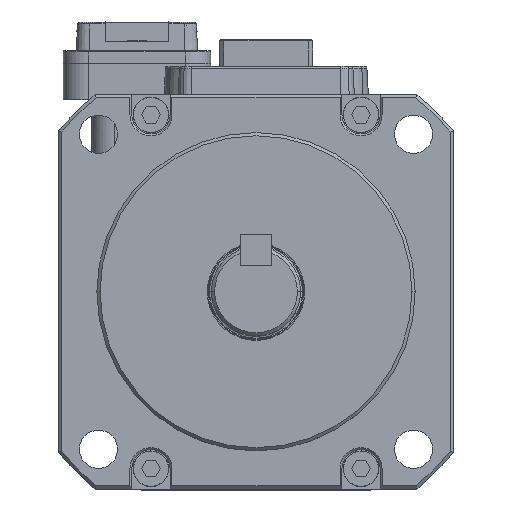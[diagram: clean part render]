
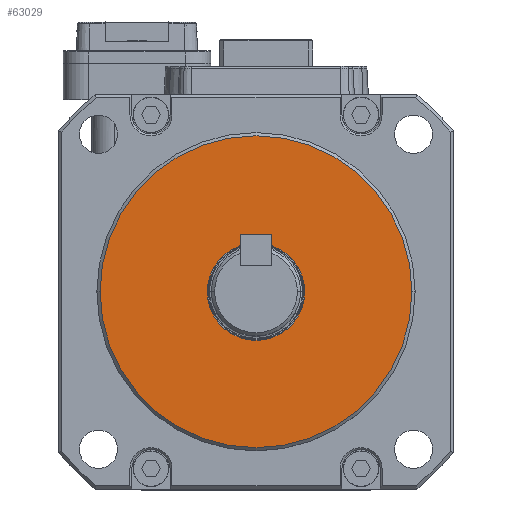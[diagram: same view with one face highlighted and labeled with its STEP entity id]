
A CAD part, top view. The second image highlights one B-rep face of the part: STEP entity #63029.
In plain terms, the highlighted planar face has unit normal (0, 0, 1).
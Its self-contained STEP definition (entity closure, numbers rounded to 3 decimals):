
#9675 = AXIS2_PLACEMENT_3D ( 'NONE', #40737, #40728, #40725 ) ;
#9757 = CIRCLE ( 'NONE', #9675, 24.5 ) ;
#9887 = CIRCLE ( 'NONE', #9890, 7.65 ) ;
#9890 = AXIS2_PLACEMENT_3D ( 'NONE', #43535, #43602, #43520 ) ;
#16389 = ORIENTED_EDGE ( 'NONE', *, *, #65269, .T. ) ;
#16430 = ORIENTED_EDGE ( 'NONE', *, *, #24383, .F. ) ;
#16432 = ORIENTED_EDGE ( 'NONE', *, *, #41315, .F. ) ;
#16460 = ORIENTED_EDGE ( 'NONE', *, *, #24325, .T. ) ;
#17612 = CARTESIAN_POINT ( 'NONE',  ( 0., 0., 35. ) ) ;
#17613 = DIRECTION ( 'NONE',  ( 0., 0., 1. ) ) ;
#17614 = DIRECTION ( 'NONE',  ( 1., 0., 0. ) ) ;
#18582 = VERTEX_POINT ( 'NONE', #64851 ) ;
#18602 = VERTEX_POINT ( 'NONE', #64876 ) ;
#18617 = VERTEX_POINT ( 'NONE', #64890 ) ;
#18676 = VERTEX_POINT ( 'NONE', #64938 ) ;
#24325 = EDGE_CURVE ( 'NONE', #18676, #18617, #9757, .T. ) ;
#24383 = EDGE_CURVE ( 'NONE', #18602, #18582, #9887, .T. ) ;
#40725 = DIRECTION ( 'NONE',  ( 1., 0., 0. ) ) ;
#40728 = DIRECTION ( 'NONE',  ( 0., 0., 1. ) ) ;
#40737 = CARTESIAN_POINT ( 'NONE',  ( 0., 0., 35. ) ) ;
#41315 = EDGE_CURVE ( 'NONE', #18582, #18602, #42754, .T. ) ;
#42719 = AXIS2_PLACEMENT_3D ( 'NONE', #17612, #17613, #17614 ) ;
#42754 = CIRCLE ( 'NONE', #42719, 7.65 ) ;
#43520 = DIRECTION ( 'NONE',  ( 1., 0., 0. ) ) ;
#43535 = CARTESIAN_POINT ( 'NONE',  ( 0., 0., 35. ) ) ;
#43602 = DIRECTION ( 'NONE',  ( 0., 0., 1. ) ) ;
#47765 = AXIS2_PLACEMENT_3D ( 'NONE', #58917, #58908, #58909 ) ;
#47781 = CIRCLE ( 'NONE', #47765, 24.5 ) ;
#58908 = DIRECTION ( 'NONE',  ( 0., 0., 1. ) ) ;
#58909 = DIRECTION ( 'NONE',  ( 1., 0., 0. ) ) ;
#58917 = CARTESIAN_POINT ( 'NONE',  ( 0., 0., 35. ) ) ;
#63029 = ADVANCED_FACE ( 'NONE', ( #74889, #74891 ), #74906, .T. ) ;
#64851 = CARTESIAN_POINT ( 'NONE',  ( 7.65, 0., 35. ) ) ;
#64876 = CARTESIAN_POINT ( 'NONE',  ( -7.65, 0., 35. ) ) ;
#64890 = CARTESIAN_POINT ( 'NONE',  ( -24.5, 0., 35. ) ) ;
#64938 = CARTESIAN_POINT ( 'NONE',  ( 24.5, 0., 35. ) ) ;
#65269 = EDGE_CURVE ( 'NONE', #18617, #18676, #47781, .T. ) ;
#73845 = AXIS2_PLACEMENT_3D ( 'NONE', #74953, #74918, #74950 ) ;
#74889 = FACE_OUTER_BOUND ( 'NONE', #88153, .T. ) ;
#74891 = FACE_BOUND ( 'NONE', #88105, .T. ) ;
#74906 = PLANE ( 'NONE',  #73845 ) ;
#74918 = DIRECTION ( 'NONE',  ( 0., 0., 1. ) ) ;
#74950 = DIRECTION ( 'NONE',  ( 1., 0., 0. ) ) ;
#74953 = CARTESIAN_POINT ( 'NONE',  ( 0., 0., 35. ) ) ;
#88105 = EDGE_LOOP ( 'NONE', ( #16430, #16432 ) ) ;
#88153 = EDGE_LOOP ( 'NONE', ( #16389, #16460 ) ) ;
